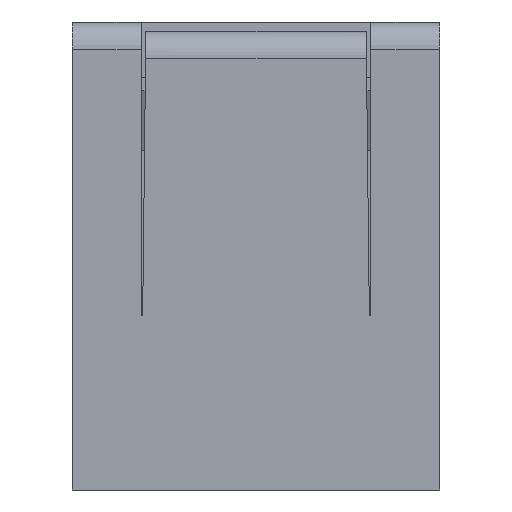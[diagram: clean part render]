
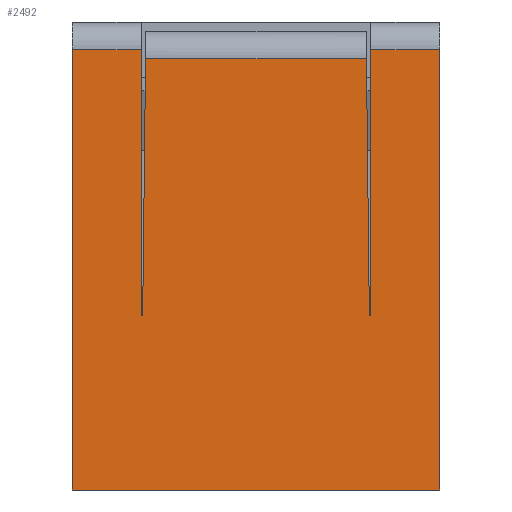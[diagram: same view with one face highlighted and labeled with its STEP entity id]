
A CAD part, left-side view. The second image highlights one B-rep face of the part: STEP entity #2492.
In plain terms, the highlighted planar face has unit normal (-1, 0, 0).
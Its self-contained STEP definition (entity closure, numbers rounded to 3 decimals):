
#1825=CARTESIAN_POINT('',(-12.1,-2.,-1.9));
#1826=VERTEX_POINT('',#1825);
#1833=CARTESIAN_POINT('',(-12.1,2.,-1.9));
#1834=VERTEX_POINT('',#1833);
#1835=CARTESIAN_POINT('',(-12.1,-2.,-1.9));
#1836=DIRECTION('',(0.,1.,0.));
#1837=VECTOR('',#1836,4.);
#1838=LINE('',#1835,#1837);
#1839=EDGE_CURVE('',#1826,#1834,#1838,.T.);
#1896=CARTESIAN_POINT('',(-12.1,2.,2.9));
#1897=VERTEX_POINT('',#1896);
#1898=CARTESIAN_POINT('',(-12.1,2.,2.9));
#1899=DIRECTION('',(0.,0.,-1.));
#1900=VECTOR('',#1899,4.8);
#1901=LINE('',#1898,#1900);
#1902=EDGE_CURVE('',#1897,#1834,#1901,.T.);
#2183=CARTESIAN_POINT('',(-12.1,-2.,2.9));
#2184=VERTEX_POINT('',#2183);
#2192=CARTESIAN_POINT('',(-12.1,-2.,-1.9));
#2193=DIRECTION('',(0.,0.,1.));
#2194=VECTOR('',#2193,4.8);
#2195=LINE('',#2192,#2194);
#2196=EDGE_CURVE('',#1826,#2184,#2195,.T.);
#2412=CARTESIAN_POINT('',(-12.1,0.023,0.835));
#2413=DIRECTION('',(0.,-1.,0.));
#2414=DIRECTION('',(-1.,0.,0.));
#2415=AXIS2_PLACEMENT_3D('',#2412,#2414,#2413);
#2416=PLANE('',#2415);
#2417=ORIENTED_EDGE('',*,*,#1839,.F.);
#2418=ORIENTED_EDGE('',*,*,#2196,.T.);
#2419=CARTESIAN_POINT('',(-12.1,-1.25,2.9));
#2420=VERTEX_POINT('',#2419);
#2421=CARTESIAN_POINT('',(-12.1,-1.25,2.9));
#2422=DIRECTION('',(0.,-1.,0.));
#2423=VECTOR('',#2422,0.75);
#2424=LINE('',#2421,#2423);
#2425=EDGE_CURVE('',#2420,#2184,#2424,.T.);
#2426=ORIENTED_EDGE('',*,*,#2425,.F.);
#2427=CARTESIAN_POINT('',(-12.1,-1.25,0.));
#2428=VERTEX_POINT('',#2427);
#2429=CARTESIAN_POINT('',(-12.1,-1.25,0.));
#2430=DIRECTION('',(0.,0.,1.));
#2431=VECTOR('',#2430,2.9);
#2432=LINE('',#2429,#2431);
#2433=EDGE_CURVE('',#2428,#2420,#2432,.T.);
#2434=ORIENTED_EDGE('',*,*,#2433,.F.);
#2435=CARTESIAN_POINT('',(-12.1,-1.235,0.));
#2436=VERTEX_POINT('',#2435);
#2437=CARTESIAN_POINT('',(-12.1,-1.25,0.));
#2438=DIRECTION('',(0.,1.,0.));
#2439=VECTOR('',#2438,0.015);
#2440=LINE('',#2437,#2439);
#2441=EDGE_CURVE('',#2428,#2436,#2440,.T.);
#2442=ORIENTED_EDGE('',*,*,#2441,.T.);
#2443=CARTESIAN_POINT('',(-12.1,-1.203,2.8));
#2444=VERTEX_POINT('',#2443);
#2445=CARTESIAN_POINT('',(-12.1,-1.235,0.));
#2446=DIRECTION('',(0.,0.011,1.));
#2447=VECTOR('',#2446,2.8);
#2448=LINE('',#2445,#2447);
#2449=EDGE_CURVE('',#2436,#2444,#2448,.T.);
#2450=ORIENTED_EDGE('',*,*,#2449,.T.);
#2451=CARTESIAN_POINT('',(-12.1,1.203,2.8));
#2452=VERTEX_POINT('',#2451);
#2453=CARTESIAN_POINT('',(-12.1,-1.203,2.8));
#2454=DIRECTION('',(0.,1.,0.));
#2455=VECTOR('',#2454,2.407);
#2456=LINE('',#2453,#2455);
#2457=EDGE_CURVE('',#2444,#2452,#2456,.T.);
#2458=ORIENTED_EDGE('',*,*,#2457,.T.);
#2459=CARTESIAN_POINT('',(-12.1,1.235,0.));
#2460=VERTEX_POINT('',#2459);
#2461=CARTESIAN_POINT('',(-12.1,1.203,2.8));
#2462=DIRECTION('',(0.,0.011,-1.));
#2463=VECTOR('',#2462,2.8);
#2464=LINE('',#2461,#2463);
#2465=EDGE_CURVE('',#2452,#2460,#2464,.T.);
#2466=ORIENTED_EDGE('',*,*,#2465,.T.);
#2467=CARTESIAN_POINT('',(-12.1,1.25,0.));
#2468=VERTEX_POINT('',#2467);
#2469=CARTESIAN_POINT('',(-12.1,1.235,0.));
#2470=DIRECTION('',(0.,1.,0.));
#2471=VECTOR('',#2470,0.015);
#2472=LINE('',#2469,#2471);
#2473=EDGE_CURVE('',#2460,#2468,#2472,.T.);
#2474=ORIENTED_EDGE('',*,*,#2473,.T.);
#2475=CARTESIAN_POINT('',(-12.1,1.25,2.9));
#2476=VERTEX_POINT('',#2475);
#2477=CARTESIAN_POINT('',(-12.1,1.25,2.9));
#2478=DIRECTION('',(0.,0.,-1.));
#2479=VECTOR('',#2478,2.9);
#2480=LINE('',#2477,#2479);
#2481=EDGE_CURVE('',#2476,#2468,#2480,.T.);
#2482=ORIENTED_EDGE('',*,*,#2481,.F.);
#2483=CARTESIAN_POINT('',(-12.1,2.,2.9));
#2484=DIRECTION('',(0.,-1.,0.));
#2485=VECTOR('',#2484,0.75);
#2486=LINE('',#2483,#2485);
#2487=EDGE_CURVE('',#1897,#2476,#2486,.T.);
#2488=ORIENTED_EDGE('',*,*,#2487,.F.);
#2489=ORIENTED_EDGE('',*,*,#1902,.T.);
#2490=EDGE_LOOP('',(#2417,#2418,#2426,#2434,#2442,#2450,#2458,#2466,#2474,#2482,#2488,#2489));
#2491=FACE_OUTER_BOUND('',#2490,.T.);
#2492=ADVANCED_FACE('',(#2491),#2416,.T.);
